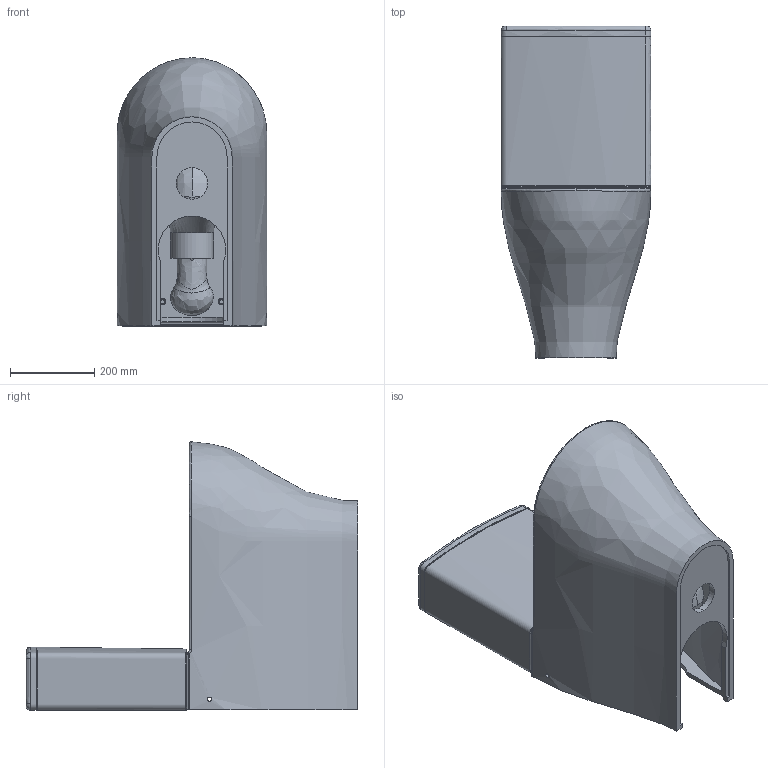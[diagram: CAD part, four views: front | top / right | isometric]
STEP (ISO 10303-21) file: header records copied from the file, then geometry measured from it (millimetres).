
FILE_DESCRIPTION (( 'STEP AP214' ), '1' );
FILE_NAME ('PR090_STEP_V10421.STEP', '2021-04-09T14:05:15', ( '' ), ( '' ), 'SwSTEP 2.0', 'SolidWorks 2019', '' );
FILE_SCHEMA (( 'AUTOMOTIVE_DESIGN' ));
Length unit declared in the file: millimetre
Products named in the file (5): Cistern housing; PR091_v10719; Cistern Lid; PR090_STEP_V10421; PR090_v10619
Assembly tree (4 placements, depth 3):
  PR090_STEP_V10421
    PR090_v10619
    PR091_v10719
      Cistern housing
      Cistern Lid
Bounding box: 355 x 786.58 x 636.02 mm (x, y, z)
Volume: 15566103.6 mm3; surface area: 3002243.1 mm2
Topology: 3 solids, 3 shells, 404 faces, 1118 edges, 701 vertices
Faces by surface type: bspline 185, cylinder 90, plane 74, torus 38, cone 10, sphere 7
Entity records: 162552 total; most frequent: CARTESIAN_POINT 153496, ORIENTED_EDGE 2200, DIRECTION 1393, EDGE_CURVE 1100, VERTEX_POINT 701, AXIS2_PLACEMENT_3D 568, B_SPLINE_CURVE_WITH_KNOTS 491, EDGE_LOOP 443
